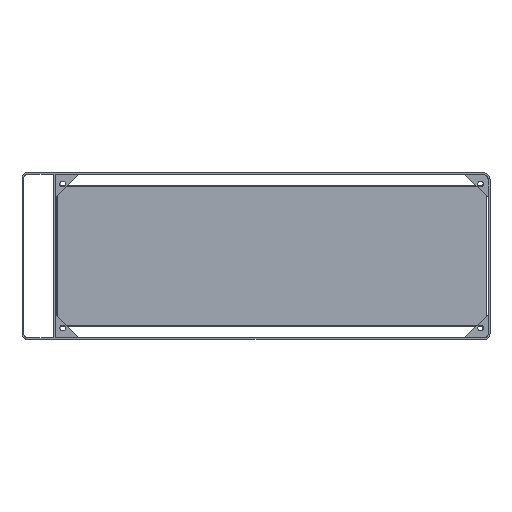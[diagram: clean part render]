
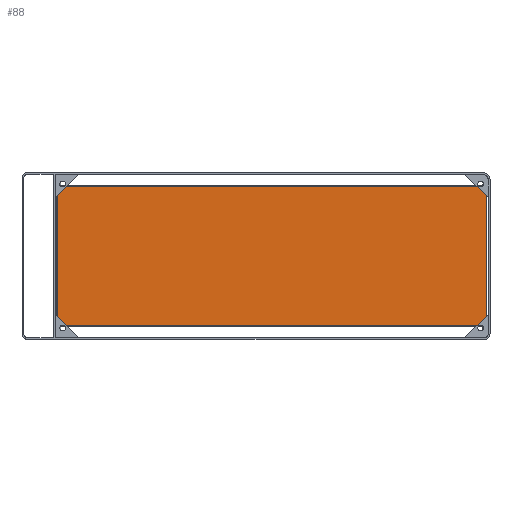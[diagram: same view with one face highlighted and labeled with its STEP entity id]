
A CAD part, top view. The second image highlights one B-rep face of the part: STEP entity #88.
In plain terms, the highlighted free-form (B-spline) face has degree [1, 1] with [2, 2] control points.
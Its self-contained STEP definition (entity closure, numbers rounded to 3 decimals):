
#88=ADVANCED_FACE('',(#174),#2996,.T.);
#174=FACE_OUTER_BOUND('',#272,.T.);
#272=EDGE_LOOP('',(#566,#567,#568,#569));
#566=ORIENTED_EDGE('',*,*,#2126,.T.);
#567=ORIENTED_EDGE('',*,*,#2127,.T.);
#568=ORIENTED_EDGE('',*,*,#2128,.T.);
#569=ORIENTED_EDGE('',*,*,#2129,.T.);
#1134=PCURVE('',#2996,#1578);
#1135=PCURVE('',#2996,#1579);
#1136=PCURVE('',#2996,#1580);
#1137=PCURVE('',#2996,#1581);
#1153=PCURVE('',#3000,#1597);
#1173=PCURVE('',#3003,#1617);
#1197=PCURVE('',#3008,#1641);
#1215=PCURVE('',#3011,#1659);
#1578=DEFINITIONAL_REPRESENTATION('',(#2537),#6169);
#1579=DEFINITIONAL_REPRESENTATION('',(#2539),#6169);
#1580=DEFINITIONAL_REPRESENTATION('',(#2541),#6169);
#1581=DEFINITIONAL_REPRESENTATION('',(#2543),#6169);
#1597=DEFINITIONAL_REPRESENTATION('',(#2573),#6169);
#1617=DEFINITIONAL_REPRESENTATION('',(#2602),#6169);
#1641=DEFINITIONAL_REPRESENTATION('',(#2639),#6169);
#1659=DEFINITIONAL_REPRESENTATION('',(#2663),#6169);
#1896=SURFACE_CURVE('',#2536,(#1134,#1153),.PCURVE_S1.);
#1897=SURFACE_CURVE('',#2538,(#1135,#1197),.PCURVE_S1.);
#1898=SURFACE_CURVE('',#2540,(#1136,#1215),.PCURVE_S1.);
#1899=SURFACE_CURVE('',#2542,(#1137,#1173),.PCURVE_S1.);
#2126=EDGE_CURVE('',#2864,#2865,#1896,.T.);
#2127=EDGE_CURVE('',#2865,#2866,#1897,.T.);
#2128=EDGE_CURVE('',#2866,#2867,#1898,.T.);
#2129=EDGE_CURVE('',#2867,#2864,#1899,.T.);
#2536=B_SPLINE_CURVE_WITH_KNOTS('',1,(#4551,#4552),.UNSPECIFIED.,.F.,.F.,
(2,2),(-377.,0.),.UNSPECIFIED.);
#2537=B_SPLINE_CURVE_WITH_KNOTS('',1,(#4553,#4554),.UNSPECIFIED.,.F.,.F.,
(2,2),(-377.,0.),.UNSPECIFIED.);
#2538=B_SPLINE_CURVE_WITH_KNOTS('',1,(#4555,#4556),.UNSPECIFIED.,.F.,.F.,
(2,2),(0.,1160.5),.UNSPECIFIED.);
#2539=B_SPLINE_CURVE_WITH_KNOTS('',1,(#4557,#4558),.UNSPECIFIED.,.F.,.F.,
(2,2),(0.,1160.5),.UNSPECIFIED.);
#2540=B_SPLINE_CURVE_WITH_KNOTS('',1,(#4559,#4560),.UNSPECIFIED.,.F.,.F.,
(2,2),(0.,377.),.UNSPECIFIED.);
#2541=B_SPLINE_CURVE_WITH_KNOTS('',1,(#4561,#4562),.UNSPECIFIED.,.F.,.F.,
(2,2),(0.,377.),.UNSPECIFIED.);
#2542=B_SPLINE_CURVE_WITH_KNOTS('',1,(#4563,#4564),.UNSPECIFIED.,.F.,.F.,
(2,2),(0.,1160.5),.UNSPECIFIED.);
#2543=B_SPLINE_CURVE_WITH_KNOTS('',1,(#4565,#4566),.UNSPECIFIED.,.F.,.F.,
(2,2),(0.,1160.5),.UNSPECIFIED.);
#2573=B_SPLINE_CURVE_WITH_KNOTS('',1,(#4625,#4626),.UNSPECIFIED.,.F.,.F.,
(2,2),(-377.,0.),.UNSPECIFIED.);
#2602=B_SPLINE_CURVE_WITH_KNOTS('',1,(#4683,#4684),.UNSPECIFIED.,.F.,.F.,
(2,2),(0.,1160.5),.UNSPECIFIED.);
#2639=B_SPLINE_CURVE_WITH_KNOTS('',1,(#4757,#4758),.UNSPECIFIED.,.F.,.F.,
(2,2),(0.,1160.5),.UNSPECIFIED.);
#2663=B_SPLINE_CURVE_WITH_KNOTS('',1,(#4805,#4806),.UNSPECIFIED.,.F.,.F.,
(2,2),(0.,377.),.UNSPECIFIED.);
#2864=VERTEX_POINT('',#4519);
#2865=VERTEX_POINT('',#4520);
#2866=VERTEX_POINT('',#4521);
#2867=VERTEX_POINT('',#4522);
#2996=B_SPLINE_SURFACE_WITH_KNOTS('',1,1,((#4447,#4448),(#4449,#4450)),
 .UNSPECIFIED.,.F.,.F.,.F.,(2,2),(2,2),(-399.36,993.36),(3.74,456.26),
 .UNSPECIFIED.);
#3000=B_SPLINE_SURFACE_WITH_KNOTS('',1,1,((#4463,#4464),(#4465,#4466)),
 .UNSPECIFIED.,.F.,.F.,.F.,(2,2),(2,2),(-0.297,2.418),
(38.84,493.16),.UNSPECIFIED.);
#3003=B_SPLINE_SURFACE_WITH_KNOTS('',1,1,((#4475,#4476),(#4477,#4478)),
 .UNSPECIFIED.,.F.,.F.,.F.,(2,2),(2,2),(117.19,1511.71),(-0.297,
2.418),.UNSPECIFIED.);
#3008=B_SPLINE_SURFACE_WITH_KNOTS('',1,1,((#4495,#4496),(#4497,#4498)),
 .UNSPECIFIED.,.F.,.F.,.F.,(2,2),(2,2),(117.19,1511.71),(-0.297,
2.418),.UNSPECIFIED.);
#3011=B_SPLINE_SURFACE_WITH_KNOTS('',1,1,((#4507,#4508),(#4509,#4510)),
 .UNSPECIFIED.,.F.,.F.,.F.,(2,2),(2,2),(38.84,493.16),(-0.297,
2.418),.UNSPECIFIED.);
#4447=CARTESIAN_POINT('',(735.664,230.079,-191.599));
#4448=CARTESIAN_POINT('',(735.664,-222.441,-191.599));
#4449=CARTESIAN_POINT('',(-657.056,230.079,-191.599));
#4450=CARTESIAN_POINT('',(-657.056,-222.441,-191.599));
#4463=CARTESIAN_POINT('',(621.264,230.979,-193.309));
#4464=CARTESIAN_POINT('',(621.264,-223.341,-193.309));
#4465=CARTESIAN_POINT('',(619.344,230.979,-191.389));
#4466=CARTESIAN_POINT('',(619.344,-223.341,-191.389));
#4475=CARTESIAN_POINT('',(-657.956,-186.391,-193.309));
#4476=CARTESIAN_POINT('',(-657.956,-184.471,-191.389));
#4477=CARTESIAN_POINT('',(736.564,-186.391,-193.309));
#4478=CARTESIAN_POINT('',(736.564,-184.471,-191.389));
#4495=CARTESIAN_POINT('',(736.564,194.029,-193.309));
#4496=CARTESIAN_POINT('',(736.564,192.109,-191.389));
#4497=CARTESIAN_POINT('',(-657.956,194.029,-193.309));
#4498=CARTESIAN_POINT('',(-657.956,192.109,-191.389));
#4507=CARTESIAN_POINT('',(-542.656,230.979,-193.309));
#4508=CARTESIAN_POINT('',(-540.736,230.979,-191.389));
#4509=CARTESIAN_POINT('',(-542.656,-223.341,-193.309));
#4510=CARTESIAN_POINT('',(-540.736,-223.341,-191.389));
#4519=CARTESIAN_POINT('',(619.554,-184.681,-191.599));
#4520=CARTESIAN_POINT('',(619.554,192.319,-191.599));
#4521=CARTESIAN_POINT('',(-540.946,192.319,-191.599));
#4522=CARTESIAN_POINT('',(-540.946,-184.681,-191.599));
#4551=CARTESIAN_POINT('',(619.554,-184.681,-191.599));
#4552=CARTESIAN_POINT('',(619.554,192.319,-191.599));
#4553=CARTESIAN_POINT('',(-283.25,418.5));
#4554=CARTESIAN_POINT('',(-283.25,41.5));
#4555=CARTESIAN_POINT('',(619.554,192.319,-191.599));
#4556=CARTESIAN_POINT('',(-540.946,192.319,-191.599));
#4557=CARTESIAN_POINT('',(-283.25,41.5));
#4558=CARTESIAN_POINT('',(877.25,41.5));
#4559=CARTESIAN_POINT('',(-540.946,192.319,-191.599));
#4560=CARTESIAN_POINT('',(-540.946,-184.681,-191.599));
#4561=CARTESIAN_POINT('',(877.25,41.5));
#4562=CARTESIAN_POINT('',(877.25,418.5));
#4563=CARTESIAN_POINT('',(-540.946,-184.681,-191.599));
#4564=CARTESIAN_POINT('',(619.554,-184.681,-191.599));
#4565=CARTESIAN_POINT('',(877.25,418.5));
#4566=CARTESIAN_POINT('',(-283.25,418.5));
#4625=CARTESIAN_POINT('',(2.121,454.5));
#4626=CARTESIAN_POINT('',(2.121,77.5));
#4683=CARTESIAN_POINT('',(234.2,2.121));
#4684=CARTESIAN_POINT('',(1394.7,2.121));
#4757=CARTESIAN_POINT('',(234.2,2.121));
#4758=CARTESIAN_POINT('',(1394.7,2.121));
#4805=CARTESIAN_POINT('',(77.5,2.121));
#4806=CARTESIAN_POINT('',(454.5,2.121));
#6169=(
GEOMETRIC_REPRESENTATION_CONTEXT(2)
PARAMETRIC_REPRESENTATION_CONTEXT()
REPRESENTATION_CONTEXT('pspace','')
);
